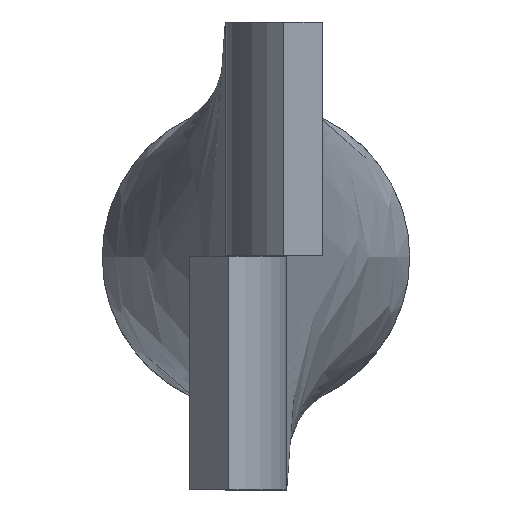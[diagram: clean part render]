
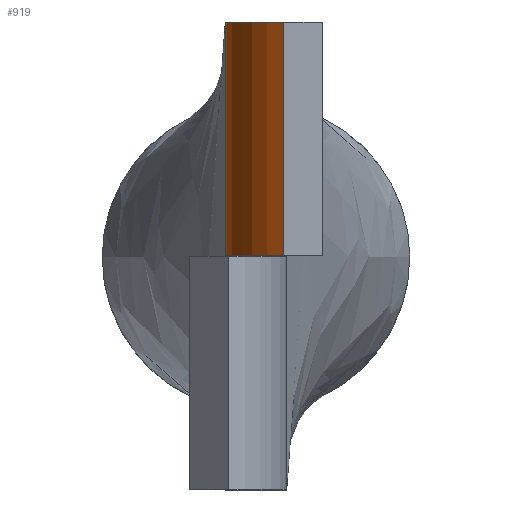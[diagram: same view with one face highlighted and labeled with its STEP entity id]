
A CAD part, top view. The second image highlights one B-rep face of the part: STEP entity #919.
In plain terms, the highlighted cylindrical face has radius 12.926 mm (diameter 25.852 mm), a partial arc.
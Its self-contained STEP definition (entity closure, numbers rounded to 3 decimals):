
#919 = ADVANCED_FACE ( 'NONE', ( #10761 ), #6463, .T. ) ;
#1199 = CIRCLE ( 'NONE', #6359, 12.926 ) ;
#2524 = CARTESIAN_POINT ( 'NONE',  ( -2.5, 0.05, 85. ) ) ;
#3004 = EDGE_CURVE ( 'NONE', #13083, #9719, #4095, .T. ) ;
#3419 = CARTESIAN_POINT ( 'NONE',  ( 10.426, 9.5, 85. ) ) ;
#3851 = ORIENTED_EDGE ( 'NONE', *, *, #10527, .F. ) ;
#4095 = LINE ( 'NONE', #6060, #13947 ) ;
#4551 = DIRECTION ( 'NONE',  ( 0., 0., -1. ) ) ;
#4904 = AXIS2_PLACEMENT_3D ( 'NONE', #3419, #16100, #8553 ) ;
#4938 = CIRCLE ( 'NONE', #7940, 12.926 ) ;
#6060 = CARTESIAN_POINT ( 'NONE',  ( -2.5, 0., 85. ) ) ;
#6359 = AXIS2_PLACEMENT_3D ( 'NONE', #7033, #8459, #13359 ) ;
#6463 = CYLINDRICAL_SURFACE ( 'NONE', #4904, 12.926 ) ;
#6580 = CARTESIAN_POINT ( 'NONE',  ( 2.236, 0., 95. ) ) ;
#6762 = ORIENTED_EDGE ( 'NONE', *, *, #3004, .T. ) ;
#7033 = CARTESIAN_POINT ( 'NONE',  ( 10.426, 19., 85. ) ) ;
#7679 = CARTESIAN_POINT ( 'NONE',  ( 2.236, 0.05, 95. ) ) ;
#7781 = ORIENTED_EDGE ( 'NONE', *, *, #9232, .T. ) ;
#7940 = AXIS2_PLACEMENT_3D ( 'NONE', #8177, #13357, #4551 ) ;
#8177 = CARTESIAN_POINT ( 'NONE',  ( 10.426, 0.05, 85. ) ) ;
#8224 = VECTOR ( 'NONE', #11658, 1000. ) ;
#8459 = DIRECTION ( 'NONE',  ( 0., -1., 0. ) ) ;
#8547 = VERTEX_POINT ( 'NONE', #7679 ) ;
#8553 = DIRECTION ( 'NONE',  ( 0., 0., -1. ) ) ;
#9224 = LINE ( 'NONE', #6580, #8224 ) ;
#9232 = EDGE_CURVE ( 'NONE', #12277, #13083, #1199, .T. ) ;
#9719 = VERTEX_POINT ( 'NONE', #2524 ) ;
#9776 = EDGE_LOOP ( 'NONE', ( #3851, #13099, #7781, #6762 ) ) ;
#10527 = EDGE_CURVE ( 'NONE', #8547, #9719, #4938, .T. ) ;
#10761 = FACE_OUTER_BOUND ( 'NONE', #9776, .T. ) ;
#11204 = CARTESIAN_POINT ( 'NONE',  ( 2.236, 19., 95. ) ) ;
#11658 = DIRECTION ( 'NONE',  ( 0., -1., 0. ) ) ;
#12277 = VERTEX_POINT ( 'NONE', #11204 ) ;
#13083 = VERTEX_POINT ( 'NONE', #13825 ) ;
#13099 = ORIENTED_EDGE ( 'NONE', *, *, #14623, .F. ) ;
#13357 = DIRECTION ( 'NONE',  ( 0., -1., 0. ) ) ;
#13359 = DIRECTION ( 'NONE',  ( 0., 0., -1. ) ) ;
#13825 = CARTESIAN_POINT ( 'NONE',  ( -2.5, 19., 85. ) ) ;
#13947 = VECTOR ( 'NONE', #14818, 1000. ) ;
#14623 = EDGE_CURVE ( 'NONE', #12277, #8547, #9224, .T. ) ;
#14818 = DIRECTION ( 'NONE',  ( 0., -1., 0. ) ) ;
#16100 = DIRECTION ( 'NONE',  ( 0., -1., 0. ) ) ;
